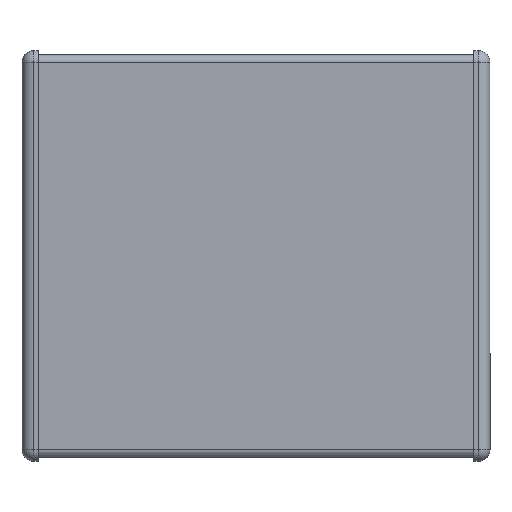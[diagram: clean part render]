
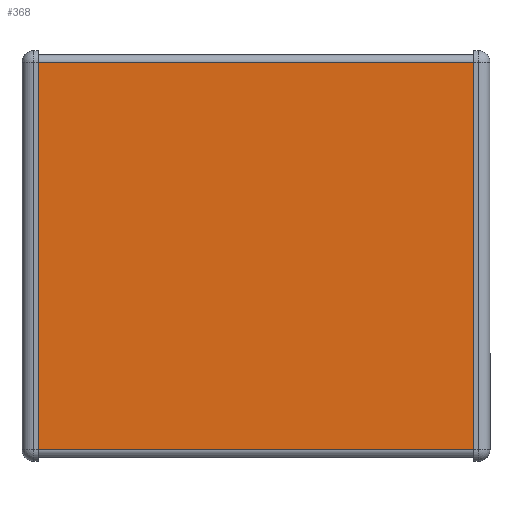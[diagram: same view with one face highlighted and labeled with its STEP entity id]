
A CAD part, front view. The second image highlights one B-rep face of the part: STEP entity #368.
In plain terms, the highlighted planar face has unit normal (0, -1, 0).
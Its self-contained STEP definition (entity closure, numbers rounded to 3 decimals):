
#11 = LINE ( 'NONE', #691, #1218 ) ;
#32 = ORIENTED_EDGE ( 'NONE', *, *, #356, .F. ) ;
#36 = DIRECTION ( 'NONE',  ( 0., 0., 1. ) ) ;
#133 = CARTESIAN_POINT ( 'NONE',  ( 500000., 0.048, 2.357 ) ) ;
#176 = CARTESIAN_POINT ( 'NONE',  ( -2.65, 0.048, -2.357 ) ) ;
#211 = VERTEX_POINT ( 'NONE', #176 ) ;
#228 = CARTESIAN_POINT ( 'NONE',  ( 2.65, 0.047, 2.357 ) ) ;
#356 = EDGE_CURVE ( 'NONE', #833, #211, #978, .T. ) ;
#368 = ADVANCED_FACE ( 'NONE', ( #815 ), #521, .F. ) ;
#382 = VERTEX_POINT ( 'NONE', #228 ) ;
#400 = CARTESIAN_POINT ( 'NONE',  ( 500000., 0.048, -2.358 ) ) ;
#441 = LINE ( 'NONE', #725, #953 ) ;
#521 = PLANE ( 'NONE',  #601 ) ;
#566 = EDGE_CURVE ( 'NONE', #382, #576, #441, .T. ) ;
#576 = VERTEX_POINT ( 'NONE', #632 ) ;
#601 = AXIS2_PLACEMENT_3D ( 'NONE', #133, #1008, #36 ) ;
#632 = CARTESIAN_POINT ( 'NONE',  ( -2.65, 0.047, 2.358 ) ) ;
#656 = EDGE_CURVE ( 'NONE', #576, #211, #847, .T. ) ;
#663 = ORIENTED_EDGE ( 'NONE', *, *, #566, .T. ) ;
#666 = ORIENTED_EDGE ( 'NONE', *, *, #656, .T. ) ;
#691 = CARTESIAN_POINT ( 'NONE',  ( 2.65, 0.048, 2.357 ) ) ;
#725 = CARTESIAN_POINT ( 'NONE',  ( 500000., 0.047, 2.357 ) ) ;
#792 = DIRECTION ( 'NONE',  ( -1., 0., 0. ) ) ;
#799 = EDGE_CURVE ( 'NONE', #382, #833, #11, .T. ) ;
#815 = FACE_OUTER_BOUND ( 'NONE', #853, .T. ) ;
#833 = VERTEX_POINT ( 'NONE', #880 ) ;
#847 = LINE ( 'NONE', #1052, #1151 ) ;
#853 = EDGE_LOOP ( 'NONE', ( #1177, #663, #666, #32 ) ) ;
#880 = CARTESIAN_POINT ( 'NONE',  ( 2.65, 0.048, -2.357 ) ) ;
#953 = VECTOR ( 'NONE', #1121, 1000. ) ;
#978 = LINE ( 'NONE', #400, #1153 ) ;
#1008 = DIRECTION ( 'NONE',  ( 0., 1., 0. ) ) ;
#1052 = CARTESIAN_POINT ( 'NONE',  ( -2.65, 0.048, 2.358 ) ) ;
#1121 = DIRECTION ( 'NONE',  ( -1., 0., 0. ) ) ;
#1150 = DIRECTION ( 'NONE',  ( 0., 0., -1. ) ) ;
#1151 = VECTOR ( 'NONE', #1150, 1000. ) ;
#1153 = VECTOR ( 'NONE', #792, 1000. ) ;
#1177 = ORIENTED_EDGE ( 'NONE', *, *, #799, .F. ) ;
#1218 = VECTOR ( 'NONE', #1276, 1000. ) ;
#1276 = DIRECTION ( 'NONE',  ( 0., 0., -1. ) ) ;
